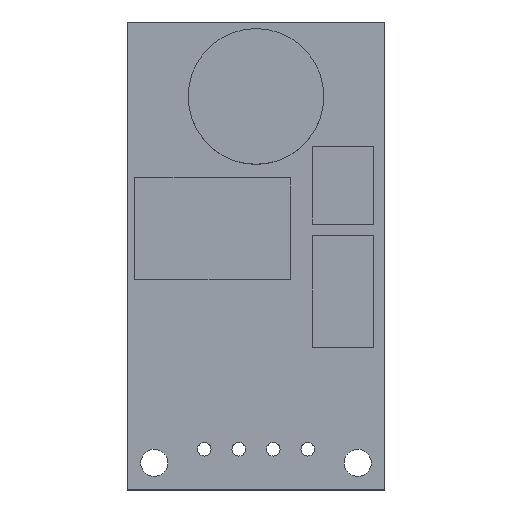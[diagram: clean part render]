
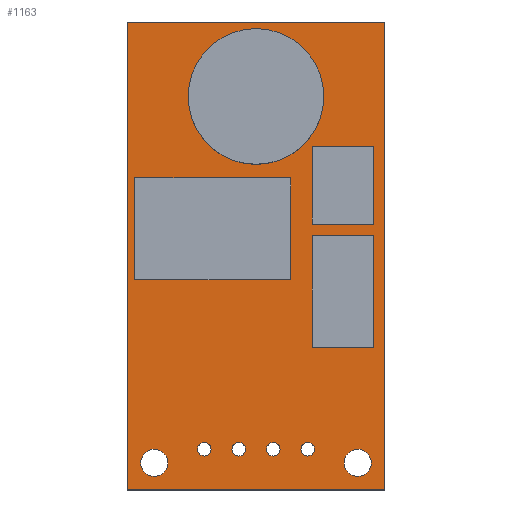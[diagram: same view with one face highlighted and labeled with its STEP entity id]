
A CAD part, top view. The second image highlights one B-rep face of the part: STEP entity #1163.
In plain terms, the highlighted planar face has unit normal (0, 0, 1).
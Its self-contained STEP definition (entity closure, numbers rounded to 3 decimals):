
#21 = EDGE_CURVE('',#22,#24,#26,.T.);
#22 = VERTEX_POINT('',#23);
#23 = CARTESIAN_POINT('',(12.045,15.5,4.1));
#24 = VERTEX_POINT('',#25);
#25 = CARTESIAN_POINT('',(0.545,15.5,4.1));
#26 = LINE('',#27,#28);
#27 = CARTESIAN_POINT('',(5.022,15.5,4.1));
#28 = VECTOR('',#29,1.);
#29 = DIRECTION('',(-1.,0.,0.));
#61 = EDGE_CURVE('',#62,#22,#64,.T.);
#62 = VERTEX_POINT('',#63);
#63 = CARTESIAN_POINT('',(12.045,23.,4.1));
#64 = LINE('',#65,#66);
#65 = CARTESIAN_POINT('',(12.045,16.375,4.1));
#66 = VECTOR('',#67,1.);
#67 = DIRECTION('',(0.,-1.,0.));
#92 = EDGE_CURVE('',#24,#93,#95,.T.);
#93 = VERTEX_POINT('',#94);
#94 = CARTESIAN_POINT('',(0.567,23.,4.1));
#95 = LINE('',#96,#97);
#96 = CARTESIAN_POINT('',(0.558,20.138,4.1));
#97 = VECTOR('',#98,1.);
#98 = DIRECTION('',(0.003,1.,0.));
#123 = EDGE_CURVE('',#93,#62,#124,.T.);
#124 = LINE('',#125,#126);
#125 = CARTESIAN_POINT('',(10.772,23.,4.1));
#126 = VECTOR('',#127,1.);
#127 = DIRECTION('',(1.,0.,0.));
#573 = VERTEX_POINT('',#574);
#574 = CARTESIAN_POINT('',(4.5,29.,4.1));
#580 = EDGE_CURVE('',#573,#573,#581,.T.);
#581 = CIRCLE('',#582,5.);
#582 = AXIS2_PLACEMENT_3D('',#583,#584,#585);
#583 = CARTESIAN_POINT('',(9.5,29.,4.1));
#584 = DIRECTION('',(0.,0.,-1.));
#585 = DIRECTION('',(1.,0.,0.));
#605 = EDGE_CURVE('',#606,#608,#610,.T.);
#606 = VERTEX_POINT('',#607);
#607 = CARTESIAN_POINT('',(18.15,19.6,4.1));
#608 = VERTEX_POINT('',#609);
#609 = CARTESIAN_POINT('',(13.65,19.6,4.1));
#610 = LINE('',#611,#612);
#611 = CARTESIAN_POINT('',(11.575,19.6,4.1));
#612 = VECTOR('',#613,1.);
#613 = DIRECTION('',(-1.,0.,0.));
#645 = EDGE_CURVE('',#646,#606,#648,.T.);
#646 = VERTEX_POINT('',#647);
#647 = CARTESIAN_POINT('',(18.15,25.35,4.1));
#648 = LINE('',#649,#650);
#649 = CARTESIAN_POINT('',(18.15,18.425,4.1));
#650 = VECTOR('',#651,1.);
#651 = DIRECTION('',(0.,-1.,0.));
#676 = EDGE_CURVE('',#608,#677,#679,.T.);
#677 = VERTEX_POINT('',#678);
#678 = CARTESIAN_POINT('',(13.65,25.35,4.1));
#679 = LINE('',#680,#681);
#680 = CARTESIAN_POINT('',(13.65,21.3,4.1));
#681 = VECTOR('',#682,1.);
#682 = DIRECTION('',(0.,1.,0.));
#707 = EDGE_CURVE('',#677,#646,#708,.T.);
#708 = LINE('',#709,#710);
#709 = CARTESIAN_POINT('',(13.825,25.35,4.1));
#710 = VECTOR('',#711,1.);
#711 = DIRECTION('',(1.,0.,0.));
#741 = EDGE_CURVE('',#742,#744,#746,.T.);
#742 = VERTEX_POINT('',#743);
#743 = CARTESIAN_POINT('',(18.15,10.5,4.1));
#744 = VERTEX_POINT('',#745);
#745 = CARTESIAN_POINT('',(13.65,10.5,4.1));
#746 = LINE('',#747,#748);
#747 = CARTESIAN_POINT('',(11.575,10.5,4.1));
#748 = VECTOR('',#749,1.);
#749 = DIRECTION('',(-1.,0.,0.));
#781 = EDGE_CURVE('',#782,#742,#784,.T.);
#782 = VERTEX_POINT('',#783);
#783 = CARTESIAN_POINT('',(18.15,18.75,4.1));
#784 = LINE('',#785,#786);
#785 = CARTESIAN_POINT('',(18.15,13.875,4.1));
#786 = VECTOR('',#787,1.);
#787 = DIRECTION('',(0.,-1.,0.));
#812 = EDGE_CURVE('',#744,#813,#815,.T.);
#813 = VERTEX_POINT('',#814);
#814 = CARTESIAN_POINT('',(13.65,18.75,4.1));
#815 = LINE('',#816,#817);
#816 = CARTESIAN_POINT('',(13.65,18.,4.1));
#817 = VECTOR('',#818,1.);
#818 = DIRECTION('',(0.,1.,0.));
#843 = EDGE_CURVE('',#813,#782,#844,.T.);
#844 = LINE('',#845,#846);
#845 = CARTESIAN_POINT('',(13.825,18.75,4.1));
#846 = VECTOR('',#847,1.);
#847 = DIRECTION('',(1.,0.,0.));
#878 = VERTEX_POINT('',#879);
#879 = CARTESIAN_POINT('',(5.19,3.,4.1));
#887 = EDGE_CURVE('',#878,#878,#888,.T.);
#888 = CIRCLE('',#889,0.5);
#889 = AXIS2_PLACEMENT_3D('',#890,#891,#892);
#890 = CARTESIAN_POINT('',(5.69,3.,4.1));
#891 = DIRECTION('',(0.,0.,-1.));
#892 = DIRECTION('',(1.,0.,0.));
#903 = VERTEX_POINT('',#904);
#904 = CARTESIAN_POINT('',(7.73,3.,4.1));
#912 = EDGE_CURVE('',#903,#903,#913,.T.);
#913 = CIRCLE('',#914,0.5);
#914 = AXIS2_PLACEMENT_3D('',#915,#916,#917);
#915 = CARTESIAN_POINT('',(8.23,3.,4.1));
#916 = DIRECTION('',(0.,0.,-1.));
#917 = DIRECTION('',(1.,0.,0.));
#928 = VERTEX_POINT('',#929);
#929 = CARTESIAN_POINT('',(12.81,3.,4.1));
#937 = EDGE_CURVE('',#928,#928,#938,.T.);
#938 = CIRCLE('',#939,0.5);
#939 = AXIS2_PLACEMENT_3D('',#940,#941,#942);
#940 = CARTESIAN_POINT('',(13.31,3.,4.1));
#941 = DIRECTION('',(0.,0.,-1.));
#942 = DIRECTION('',(1.,0.,0.));
#953 = VERTEX_POINT('',#954);
#954 = CARTESIAN_POINT('',(10.27,3.,4.1));
#962 = EDGE_CURVE('',#953,#953,#963,.T.);
#963 = CIRCLE('',#964,0.5);
#964 = AXIS2_PLACEMENT_3D('',#965,#966,#967);
#965 = CARTESIAN_POINT('',(10.77,3.,4.1));
#966 = DIRECTION('',(0.,0.,-1.));
#967 = DIRECTION('',(1.,0.,0.));
#978 = VERTEX_POINT('',#979);
#979 = CARTESIAN_POINT('',(1.,2.,4.1));
#995 = EDGE_CURVE('',#978,#978,#996,.T.);
#996 = CIRCLE('',#997,1.);
#997 = AXIS2_PLACEMENT_3D('',#998,#999,#1000);
#998 = CARTESIAN_POINT('',(2.,2.,4.1));
#999 = DIRECTION('',(0.,0.,-1.));
#1000 = DIRECTION('',(1.,0.,0.));
#1011 = VERTEX_POINT('',#1012);
#1012 = CARTESIAN_POINT('',(16.,2.,4.1));
#1028 = EDGE_CURVE('',#1011,#1011,#1029,.T.);
#1029 = CIRCLE('',#1030,1.);
#1030 = AXIS2_PLACEMENT_3D('',#1031,#1032,#1033);
#1031 = CARTESIAN_POINT('',(17.,2.,4.1));
#1032 = DIRECTION('',(0.,0.,-1.));
#1033 = DIRECTION('',(1.,0.,0.));
#1054 = VERTEX_POINT('',#1055);
#1055 = CARTESIAN_POINT('',(19.,0.,4.1));
#1061 = EDGE_CURVE('',#1062,#1054,#1064,.T.);
#1062 = VERTEX_POINT('',#1063);
#1063 = CARTESIAN_POINT('',(0.,0.,4.1));
#1064 = LINE('',#1065,#1066);
#1065 = CARTESIAN_POINT('',(0.,0.,4.1));
#1066 = VECTOR('',#1067,1.);
#1067 = DIRECTION('',(1.,0.,0.));
#1092 = EDGE_CURVE('',#1093,#1062,#1095,.T.);
#1093 = VERTEX_POINT('',#1094);
#1094 = CARTESIAN_POINT('',(0.,34.5,4.1));
#1095 = LINE('',#1096,#1097);
#1096 = CARTESIAN_POINT('',(0.,34.5,4.1));
#1097 = VECTOR('',#1098,1.);
#1098 = DIRECTION('',(0.,-1.,0.));
#1123 = EDGE_CURVE('',#1124,#1093,#1126,.T.);
#1124 = VERTEX_POINT('',#1125);
#1125 = CARTESIAN_POINT('',(19.,34.5,4.1));
#1126 = LINE('',#1127,#1128);
#1127 = CARTESIAN_POINT('',(19.,34.5,4.1));
#1128 = VECTOR('',#1129,1.);
#1129 = DIRECTION('',(-1.,0.,0.));
#1152 = EDGE_CURVE('',#1054,#1124,#1153,.T.);
#1153 = LINE('',#1154,#1155);
#1154 = CARTESIAN_POINT('',(19.,0.,4.1));
#1155 = VECTOR('',#1156,1.);
#1156 = DIRECTION('',(0.,1.,0.));
#1163 = ADVANCED_FACE('',(#1164,#1170,#1176,#1179,#1185,#1191,#1194,
    #1197,#1200,#1203,#1206),#1209,.T.);
#1164 = FACE_BOUND('',#1165,.T.);
#1165 = EDGE_LOOP('',(#1166,#1167,#1168,#1169));
#1166 = ORIENTED_EDGE('',*,*,#1152,.T.);
#1167 = ORIENTED_EDGE('',*,*,#1123,.T.);
#1168 = ORIENTED_EDGE('',*,*,#1092,.T.);
#1169 = ORIENTED_EDGE('',*,*,#1061,.T.);
#1170 = FACE_BOUND('',#1171,.T.);
#1171 = EDGE_LOOP('',(#1172,#1173,#1174,#1175));
#1172 = ORIENTED_EDGE('',*,*,#61,.T.);
#1173 = ORIENTED_EDGE('',*,*,#21,.T.);
#1174 = ORIENTED_EDGE('',*,*,#92,.T.);
#1175 = ORIENTED_EDGE('',*,*,#123,.T.);
#1176 = FACE_BOUND('',#1177,.T.);
#1177 = EDGE_LOOP('',(#1178));
#1178 = ORIENTED_EDGE('',*,*,#580,.T.);
#1179 = FACE_BOUND('',#1180,.T.);
#1180 = EDGE_LOOP('',(#1181,#1182,#1183,#1184));
#1181 = ORIENTED_EDGE('',*,*,#645,.T.);
#1182 = ORIENTED_EDGE('',*,*,#605,.T.);
#1183 = ORIENTED_EDGE('',*,*,#676,.T.);
#1184 = ORIENTED_EDGE('',*,*,#707,.T.);
#1185 = FACE_BOUND('',#1186,.T.);
#1186 = EDGE_LOOP('',(#1187,#1188,#1189,#1190));
#1187 = ORIENTED_EDGE('',*,*,#781,.T.);
#1188 = ORIENTED_EDGE('',*,*,#741,.T.);
#1189 = ORIENTED_EDGE('',*,*,#812,.T.);
#1190 = ORIENTED_EDGE('',*,*,#843,.T.);
#1191 = FACE_BOUND('',#1192,.T.);
#1192 = EDGE_LOOP('',(#1193));
#1193 = ORIENTED_EDGE('',*,*,#887,.T.);
#1194 = FACE_BOUND('',#1195,.T.);
#1195 = EDGE_LOOP('',(#1196));
#1196 = ORIENTED_EDGE('',*,*,#912,.T.);
#1197 = FACE_BOUND('',#1198,.T.);
#1198 = EDGE_LOOP('',(#1199));
#1199 = ORIENTED_EDGE('',*,*,#937,.T.);
#1200 = FACE_BOUND('',#1201,.T.);
#1201 = EDGE_LOOP('',(#1202));
#1202 = ORIENTED_EDGE('',*,*,#962,.T.);
#1203 = FACE_BOUND('',#1204,.T.);
#1204 = EDGE_LOOP('',(#1205));
#1205 = ORIENTED_EDGE('',*,*,#1028,.T.);
#1206 = FACE_BOUND('',#1207,.T.);
#1207 = EDGE_LOOP('',(#1208));
#1208 = ORIENTED_EDGE('',*,*,#995,.T.);
#1209 = PLANE('',#1210);
#1210 = AXIS2_PLACEMENT_3D('',#1211,#1212,#1213);
#1211 = CARTESIAN_POINT('',(9.5,17.25,4.1));
#1212 = DIRECTION('',(0.,0.,1.));
#1213 = DIRECTION('',(1.,0.,0.));
